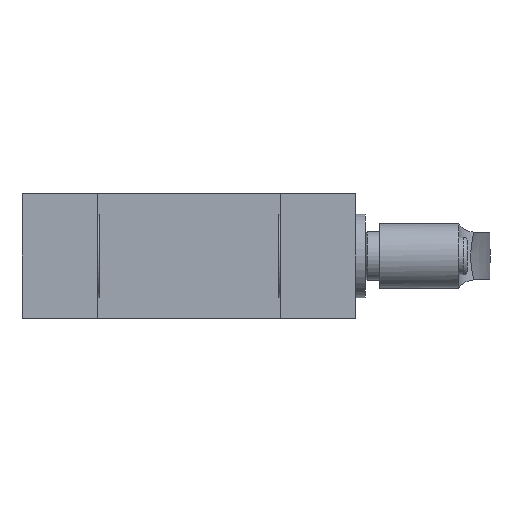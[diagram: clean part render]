
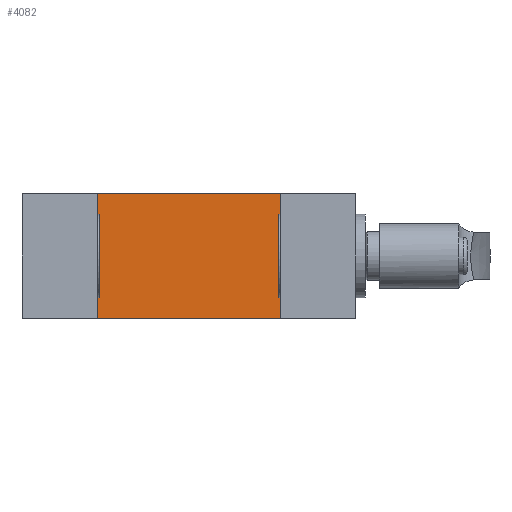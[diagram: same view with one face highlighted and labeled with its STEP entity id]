
A CAD part, front view. The second image highlights one B-rep face of the part: STEP entity #4082.
In plain terms, the highlighted planar face has unit normal (0, -1, 0).
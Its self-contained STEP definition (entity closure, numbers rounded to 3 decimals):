
#129=PLANE('',#4322);
#453=VERTEX_POINT('',#5960);
#454=VERTEX_POINT('',#5962);
#457=VERTEX_POINT('',#5969);
#458=VERTEX_POINT('',#5971);
#459=VERTEX_POINT('',#5975);
#460=VERTEX_POINT('',#5977);
#461=VERTEX_POINT('',#5980);
#462=VERTEX_POINT('',#5982);
#463=VERTEX_POINT('',#5984);
#464=VERTEX_POINT('',#5986);
#465=VERTEX_POINT('',#5988);
#466=VERTEX_POINT('',#5990);
#891=VECTOR('',#4783,1.);
#893=VECTOR('',#4791,1.);
#894=VECTOR('',#4795,1.);
#895=VECTOR('',#4796,1.);
#896=VECTOR('',#4797,1.);
#897=VECTOR('',#4798,1.);
#898=VECTOR('',#4799,1.);
#899=VECTOR('',#4800,1.);
#900=VECTOR('',#4801,1.);
#901=VECTOR('',#4802,1.);
#902=VECTOR('',#4803,1.);
#903=VECTOR('',#4804,1.);
#1253=LINE('',#5961,#891);
#1255=LINE('',#5970,#893);
#1256=LINE('',#5974,#894);
#1257=LINE('',#5976,#895);
#1258=LINE('',#5978,#896);
#1259=LINE('',#5979,#897);
#1260=LINE('',#5981,#898);
#1261=LINE('',#5983,#899);
#1262=LINE('',#5985,#900);
#1263=LINE('',#5987,#901);
#1264=LINE('',#5989,#902);
#1265=LINE('',#5991,#903);
#1616=EDGE_CURVE('',#453,#454,#1253,.T.);
#1620=EDGE_CURVE('',#457,#458,#1255,.T.);
#1622=EDGE_CURVE('',#459,#457,#1256,.T.);
#1623=EDGE_CURVE('',#460,#459,#1257,.T.);
#1624=EDGE_CURVE('',#460,#454,#1258,.T.);
#1625=EDGE_CURVE('',#453,#461,#1259,.T.);
#1626=EDGE_CURVE('',#462,#461,#1260,.T.);
#1627=EDGE_CURVE('',#462,#463,#1261,.T.);
#1628=EDGE_CURVE('',#463,#464,#1262,.T.);
#1629=EDGE_CURVE('',#465,#464,#1263,.T.);
#1630=EDGE_CURVE('',#466,#465,#1264,.T.);
#1631=EDGE_CURVE('',#458,#466,#1265,.T.);
#2274=ORIENTED_EDGE('',*,*,#1622,.F.);
#2275=ORIENTED_EDGE('',*,*,#1623,.F.);
#2276=ORIENTED_EDGE('',*,*,#1624,.T.);
#2277=ORIENTED_EDGE('',*,*,#1616,.F.);
#2278=ORIENTED_EDGE('',*,*,#1625,.T.);
#2279=ORIENTED_EDGE('',*,*,#1626,.F.);
#2280=ORIENTED_EDGE('',*,*,#1627,.T.);
#2281=ORIENTED_EDGE('',*,*,#1628,.T.);
#2282=ORIENTED_EDGE('',*,*,#1629,.F.);
#2283=ORIENTED_EDGE('',*,*,#1630,.F.);
#2284=ORIENTED_EDGE('',*,*,#1631,.F.);
#2285=ORIENTED_EDGE('',*,*,#1620,.F.);
#3572=EDGE_LOOP('',(#2274,#2275,#2276,#2277,#2278,#2279,#2280,#2281,#2282,
#2283,#2284,#2285));
#3827=FACE_BOUND('',#3572,.T.);
#4082=ADVANCED_FACE('',(#3827),#129,.F.);
#4322=AXIS2_PLACEMENT_3D('',#5973,#4794,$);
#4783=DIRECTION('',(0.,0.,1.));
#4791=DIRECTION('',(0.,0.,1.));
#4794=DIRECTION('',(0.,1.,0.));
#4795=DIRECTION('',(-1.,0.,0.));
#4796=DIRECTION('',(0.,0.,-1.));
#4797=DIRECTION('',(-1.,0.,0.));
#4798=DIRECTION('',(-1.,0.,0.));
#4799=DIRECTION('',(0.,0.,-1.));
#4800=DIRECTION('',(-1.,0.,0.));
#4801=DIRECTION('',(0.,0.,-1.));
#4802=DIRECTION('',(-1.,0.,0.));
#4803=DIRECTION('',(0.,0.,-1.));
#4804=DIRECTION('',(-1.,0.,0.));
#5960=CARTESIAN_POINT('',(9.798,17.5,21.5));
#5961=CARTESIAN_POINT('',(9.798,17.5,21.5));
#5962=CARTESIAN_POINT('',(9.798,17.5,22.));
#5969=CARTESIAN_POINT('',(9.798,17.5,-22.));
#5970=CARTESIAN_POINT('',(9.798,17.5,-22.));
#5971=CARTESIAN_POINT('',(9.798,17.5,-21.5));
#5973=CARTESIAN_POINT('',(15.,17.5,22.));
#5974=CARTESIAN_POINT('',(15.,17.5,-22.));
#5975=CARTESIAN_POINT('',(15.,17.5,-22.));
#5976=CARTESIAN_POINT('',(15.,17.5,22.));
#5977=CARTESIAN_POINT('',(15.,17.5,22.));
#5978=CARTESIAN_POINT('',(15.,17.5,22.));
#5979=CARTESIAN_POINT('',(9.798,17.5,21.5));
#5980=CARTESIAN_POINT('',(-9.798,17.5,21.5));
#5981=CARTESIAN_POINT('',(-9.798,17.5,22.));
#5982=CARTESIAN_POINT('',(-9.798,17.5,22.));
#5983=CARTESIAN_POINT('',(-9.798,17.5,22.));
#5984=CARTESIAN_POINT('',(-15.,17.5,22.));
#5985=CARTESIAN_POINT('',(-15.,17.5,22.));
#5986=CARTESIAN_POINT('',(-15.,17.5,-22.));
#5987=CARTESIAN_POINT('',(-9.798,17.5,-22.));
#5988=CARTESIAN_POINT('',(-9.798,17.5,-22.));
#5989=CARTESIAN_POINT('',(-9.798,17.5,-21.5));
#5990=CARTESIAN_POINT('',(-9.798,17.5,-21.5));
#5991=CARTESIAN_POINT('',(9.798,17.5,-21.5));
